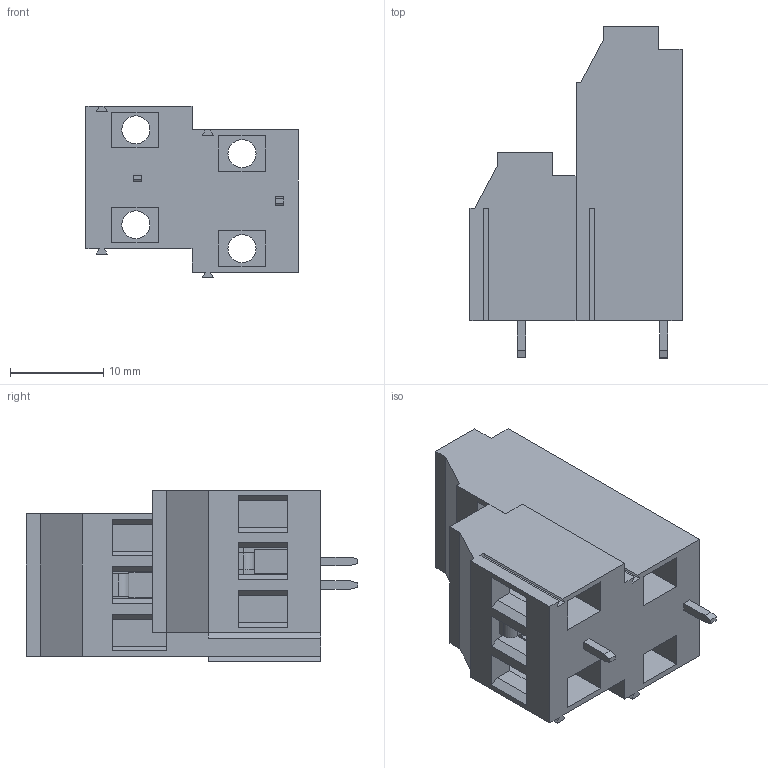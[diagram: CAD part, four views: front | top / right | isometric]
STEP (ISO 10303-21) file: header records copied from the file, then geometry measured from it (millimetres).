
FILE_DESCRIPTION( ( 'Unknown' ), '1' );
FILE_NAME( '691233610102.stp', 'Unknown', ( 'Unknown' ), ( 'Unknown' ), 'PSStep 18.0.17', 'Unknown', ' ' );
FILE_SCHEMA( ( 'AUTOMOTIVE_DESIGN { 1 0 10303 214 1 1 1 1 }' ) );
Length unit declared in the file: millimetre
Products named in the file (2): Assem1; MRT18P10.16_1BV04
Assembly tree (1 placements, depth 2):
  Assem1
    MRT18P10.16_1BV04
Bounding box: 22.7 x 35.5 x 18.38 mm (x, y, z)
Volume: 5519.1 mm3; surface area: 5363.8 mm2
Topology: 1 solids, 1 shells, 187 faces, 512 edges, 341 vertices
Faces by surface type: plane 173, cylinder 14
Full cylindrical faces by diameter (mm): 3 x4, 4 x6
Entity records: 7330 total; most frequent: CARTESIAN_POINT 1028, ORIENTED_EDGE 1000, DIRECTION 912, EDGE_CURVE 500, LINE 466, VECTOR 466, VERTEX_POINT 339, EDGE_LOOP 227
